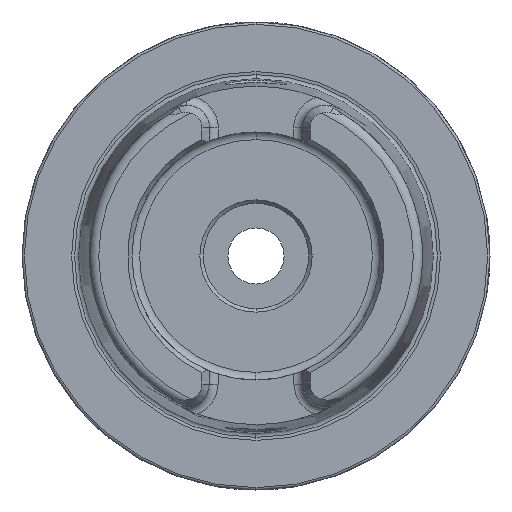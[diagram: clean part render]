
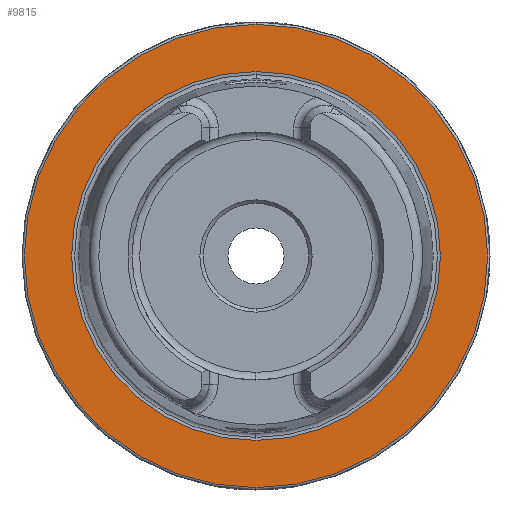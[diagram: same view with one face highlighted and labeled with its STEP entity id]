
A CAD part, left-side view. The second image highlights one B-rep face of the part: STEP entity #9815.
In plain terms, the highlighted planar face has unit normal (-1, 0, 0).
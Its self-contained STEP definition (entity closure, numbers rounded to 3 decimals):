
#45 = EDGE_LOOP ( 'NONE', ( #3248, #3247 ) ) ;
#2651 = DIRECTION ( 'NONE',  ( -1., 0., 0. ) ) ;
#2715 = DIRECTION ( 'NONE',  ( 0., 0., 1. ) ) ;
#2720 = CARTESIAN_POINT ( 'NONE',  ( 0., 0., 0. ) ) ;
#2729 = DIRECTION ( 'NONE',  ( -1., 0., 0. ) ) ;
#2741 = DIRECTION ( 'NONE',  ( 0., 0., 1. ) ) ;
#2747 = CARTESIAN_POINT ( 'NONE',  ( 0., 0., 0. ) ) ;
#2945 = EDGE_CURVE ( 'NONE', #9567, #9568, #5005, .T. ) ;
#3245 = ORIENTED_EDGE ( 'NONE', *, *, #4826, .T. ) ;
#3246 = ORIENTED_EDGE ( 'NONE', *, *, #2945, .T. ) ;
#3247 = ORIENTED_EDGE ( 'NONE', *, *, #4496, .F. ) ;
#3248 = ORIENTED_EDGE ( 'NONE', *, *, #4827, .F. ) ;
#3807 = DIRECTION ( 'NONE',  ( -1., 0., 0. ) ) ;
#3808 = CARTESIAN_POINT ( 'NONE',  ( 0., 0., 0. ) ) ;
#3835 = DIRECTION ( 'NONE',  ( 0., 0., 1. ) ) ;
#4315 = DIRECTION ( 'NONE',  ( 0., 0., 1. ) ) ;
#4316 = CARTESIAN_POINT ( 'NONE',  ( 0., 0., 0. ) ) ;
#4317 = DIRECTION ( 'NONE',  ( -1., 0., 0. ) ) ;
#4496 = EDGE_CURVE ( 'NONE', #9560, #9565, #5067, .T. ) ;
#4826 = EDGE_CURVE ( 'NONE', #9568, #9567, #10166, .T. ) ;
#4827 = EDGE_CURVE ( 'NONE', #9565, #9560, #10167, .T. ) ;
#4865 = AXIS2_PLACEMENT_3D ( 'NONE', #3808, #3807, #3835 ) ;
#4880 = AXIS2_PLACEMENT_3D ( 'NONE', #2747, #2651, #2715 ) ;
#4881 = AXIS2_PLACEMENT_3D ( 'NONE', #2720, #2729, #2741 ) ;
#5005 = CIRCLE ( 'NONE', #6637, 49.5 ) ;
#5067 = CIRCLE ( 'NONE', #4865, 39.405 ) ;
#6637 = AXIS2_PLACEMENT_3D ( 'NONE', #4316, #4317, #4315 ) ;
#6880 = CARTESIAN_POINT ( 'NONE',  ( 0., 0., -39.405 ) ) ;
#6885 = CARTESIAN_POINT ( 'NONE',  ( 0., 0., 39.405 ) ) ;
#6887 = CARTESIAN_POINT ( 'NONE',  ( 0., 0., 49.5 ) ) ;
#6888 = CARTESIAN_POINT ( 'NONE',  ( 0., 0., -49.5 ) ) ;
#7612 = DIRECTION ( 'NONE',  ( 1., 0., 0. ) ) ;
#7613 = CARTESIAN_POINT ( 'NONE',  ( 0., 49.5, 0. ) ) ;
#7615 = PLANE ( 'NONE',  #8089 ) ;
#7617 = DIRECTION ( 'NONE',  ( 0., 0., -1. ) ) ;
#8089 = AXIS2_PLACEMENT_3D ( 'NONE', #7613, #7612, #7617 ) ;
#8554 = EDGE_LOOP ( 'NONE', ( #3246, #3245 ) ) ;
#9560 = VERTEX_POINT ( 'NONE', #6880 ) ;
#9565 = VERTEX_POINT ( 'NONE', #6885 ) ;
#9567 = VERTEX_POINT ( 'NONE', #6887 ) ;
#9568 = VERTEX_POINT ( 'NONE', #6888 ) ;
#9815 = ADVANCED_FACE ( 'NONE', ( #10059, #10058 ), #7615, .F. ) ;
#10058 = FACE_OUTER_BOUND ( 'NONE', #8554, .T. ) ;
#10059 = FACE_BOUND ( 'NONE', #45, .T. ) ;
#10166 = CIRCLE ( 'NONE', #4880, 49.5 ) ;
#10167 = CIRCLE ( 'NONE', #4881, 39.405 ) ;
